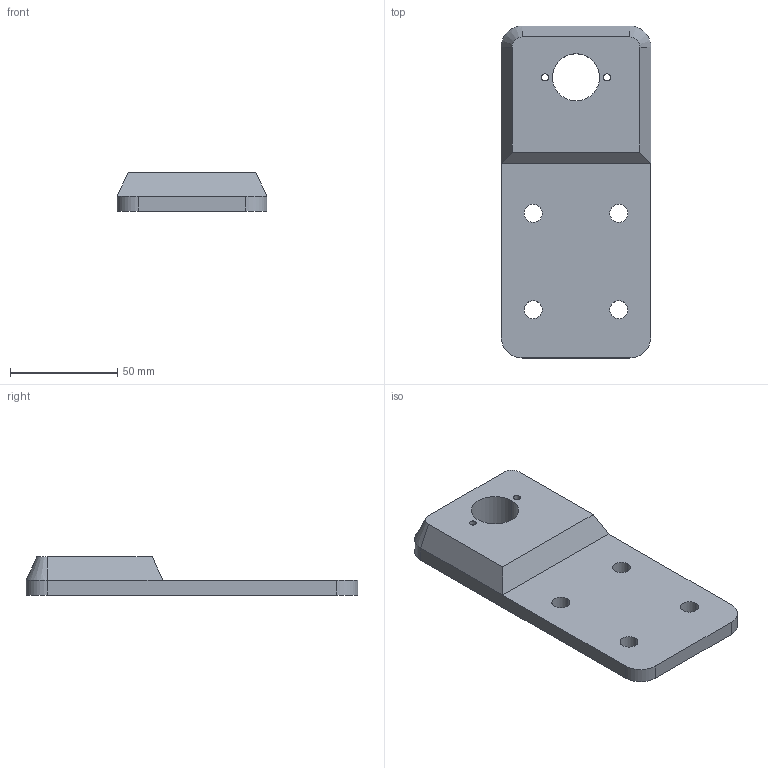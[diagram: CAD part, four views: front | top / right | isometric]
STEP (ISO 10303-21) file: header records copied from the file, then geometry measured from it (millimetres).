
FILE_DESCRIPTION (( 'STEP AP214' ), '1' );
FILE_NAME ('hall_effect_sensor_mount.STEP', '2025-02-15T23:18:08', ( '' ), ( '' ), 'SwSTEP 2.0', 'SolidWorks 2025', '' );
FILE_SCHEMA (( 'AUTOMOTIVE_DESIGN' ));
Length unit declared in the file: millimetre
Products named in the file (1): hall_effect_sensor_mount
Bounding box: 70 x 155 x 18 mm (x, y, z)
Volume: 108480.9 mm3; surface area: 27366.1 mm2
Topology: 1 solids, 1 shells, 31 faces, 81 edges, 52 vertices
Faces by surface type: cylinder 18, plane 11, cone 2
Entity records: 1016 total; most frequent: DIRECTION 183, CARTESIAN_POINT 165, ORIENTED_EDGE 162, EDGE_CURVE 81, AXIS2_PLACEMENT_3D 70, VERTEX_POINT 52, EDGE_LOOP 45, VECTOR 43
